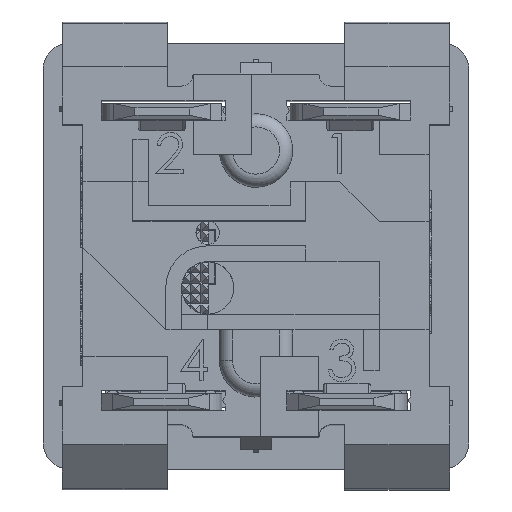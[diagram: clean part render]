
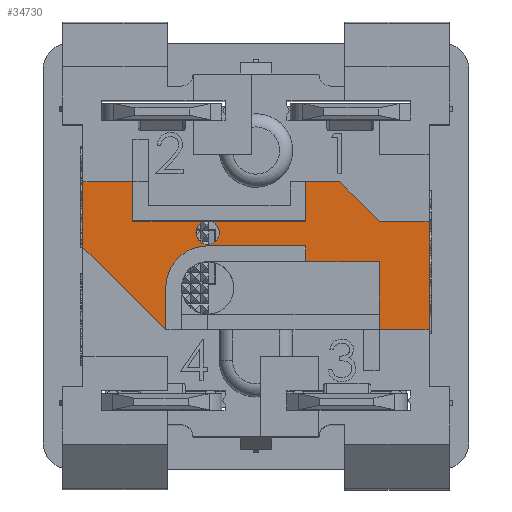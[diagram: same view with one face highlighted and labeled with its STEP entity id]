
A CAD part, top view. The second image highlights one B-rep face of the part: STEP entity #34730.
In plain terms, the highlighted planar face has unit normal (0, 0, 1).
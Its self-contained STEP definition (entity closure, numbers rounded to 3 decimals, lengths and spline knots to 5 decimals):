
#1376=CIRCLE('',#37039,0.0225);
#1378=CIRCLE('',#37041,0.0225);
#1392=CIRCLE('',#37085,0.08);
#2719=FACE_OUTER_BOUND('',#4700,.T.);
#4700=EDGE_LOOP('',(#27071,#27072,#27073,#27074,#27075,#27076,#27077,#27078,
#27079,#27080,#27081,#27082,#27083,#27084,#27085,#27086,#27087,#27088,#27089,
#27090,#27091));
#7011=LINE('',#49886,#10835);
#7254=LINE('',#52051,#11078);
#7458=LINE('',#53912,#11282);
#7465=LINE('',#53926,#11289);
#8196=LINE('',#55581,#12020);
#8197=LINE('',#55582,#12021);
#8198=LINE('',#55585,#12022);
#8202=LINE('',#55592,#12026);
#8206=LINE('',#55605,#12030);
#8209=LINE('',#55611,#12033);
#8212=LINE('',#55617,#12036);
#8215=LINE('',#55622,#12039);
#8224=LINE('',#55641,#12048);
#8225=LINE('',#55642,#12049);
#8226=LINE('',#55643,#12050);
#8227=LINE('',#55644,#12051);
#8228=LINE('',#55646,#12052);
#8229=LINE('',#55647,#12053);
#10835=VECTOR('',#41512,0.124);
#11078=VECTOR('',#41779,0.2075);
#11282=VECTOR('',#42045,0.0745);
#11289=VECTOR('',#42054,0.03);
#12020=VECTOR('',#43651,0.143);
#12021=VECTOR('',#43652,0.187);
#12022=VECTOR('',#43655,0.0745);
#12026=VECTOR('',#43661,0.065);
#12030=VECTOR('',#43675,0.08);
#12033=VECTOR('',#43680,0.14);
#12036=VECTOR('',#43685,0.03);
#12039=VECTOR('',#43690,0.187);
#12048=VECTOR('',#43717,0.095);
#12049=VECTOR('',#43718,0.22345);
#12050=VECTOR('',#43719,0.1);
#12051=VECTOR('',#43720,0.095);
#12052=VECTOR('',#43721,0.095);
#12053=VECTOR('',#43722,0.10571);
#14228=VERTEX_POINT('',#49883);
#14229=VERTEX_POINT('',#49885);
#14567=VERTEX_POINT('',#52048);
#14568=VERTEX_POINT('',#52050);
#14842=VERTEX_POINT('',#53875);
#14854=VERTEX_POINT('',#53909);
#14855=VERTEX_POINT('',#53911);
#14860=VERTEX_POINT('',#53923);
#14861=VERTEX_POINT('',#53925);
#15323=VERTEX_POINT('',#55482);
#15324=VERTEX_POINT('',#55483);
#15346=VERTEX_POINT('',#55578);
#15347=VERTEX_POINT('',#55584);
#15349=VERTEX_POINT('',#55591);
#15351=VERTEX_POINT('',#55597);
#15352=VERTEX_POINT('',#55599);
#15354=VERTEX_POINT('',#55608);
#15355=VERTEX_POINT('',#55610);
#15357=VERTEX_POINT('',#55616);
#15360=VERTEX_POINT('',#55645);
#17982=EDGE_CURVE('',#14229,#14228,#7011,.T.);
#18321=EDGE_CURVE('',#14568,#14567,#7254,.T.);
#18630=EDGE_CURVE('',#14855,#14854,#7458,.T.);
#18637=EDGE_CURVE('',#14860,#14861,#7465,.T.);
#19416=EDGE_CURVE('',#15323,#15324,#1376,.T.);
#19419=EDGE_CURVE('',#15324,#15323,#1378,.T.);
#19465=EDGE_CURVE('',#15323,#14855,#8196,.T.);
#19466=EDGE_CURVE('',#15346,#15323,#8197,.T.);
#19467=EDGE_CURVE('',#15347,#15346,#8198,.T.);
#19471=EDGE_CURVE('',#15349,#15347,#8202,.T.);
#19474=EDGE_CURVE('',#15352,#15351,#1392,.T.);
#19477=EDGE_CURVE('',#14842,#15352,#8206,.T.);
#19480=EDGE_CURVE('',#15355,#15354,#8209,.T.);
#19483=EDGE_CURVE('',#15357,#15355,#8212,.T.);
#19486=EDGE_CURVE('',#15351,#15357,#8215,.T.);
#19495=EDGE_CURVE('',#14854,#14229,#8224,.T.);
#19496=EDGE_CURVE('',#14228,#14842,#8225,.T.);
#19497=EDGE_CURVE('',#15354,#14861,#8226,.T.);
#19498=EDGE_CURVE('',#14860,#14568,#8227,.T.);
#19499=EDGE_CURVE('',#14567,#15360,#8228,.T.);
#19500=EDGE_CURVE('',#15360,#15349,#8229,.T.);
#27071=ORIENTED_EDGE('',*,*,#19466,.T.);
#27072=ORIENTED_EDGE('',*,*,#19419,.F.);
#27073=ORIENTED_EDGE('',*,*,#19416,.F.);
#27074=ORIENTED_EDGE('',*,*,#19465,.T.);
#27075=ORIENTED_EDGE('',*,*,#18630,.T.);
#27076=ORIENTED_EDGE('',*,*,#19495,.T.);
#27077=ORIENTED_EDGE('',*,*,#17982,.T.);
#27078=ORIENTED_EDGE('',*,*,#19496,.T.);
#27079=ORIENTED_EDGE('',*,*,#19477,.T.);
#27080=ORIENTED_EDGE('',*,*,#19474,.T.);
#27081=ORIENTED_EDGE('',*,*,#19486,.T.);
#27082=ORIENTED_EDGE('',*,*,#19483,.T.);
#27083=ORIENTED_EDGE('',*,*,#19480,.T.);
#27084=ORIENTED_EDGE('',*,*,#19497,.T.);
#27085=ORIENTED_EDGE('',*,*,#18637,.F.);
#27086=ORIENTED_EDGE('',*,*,#19498,.T.);
#27087=ORIENTED_EDGE('',*,*,#18321,.T.);
#27088=ORIENTED_EDGE('',*,*,#19499,.T.);
#27089=ORIENTED_EDGE('',*,*,#19500,.T.);
#27090=ORIENTED_EDGE('',*,*,#19471,.T.);
#27091=ORIENTED_EDGE('',*,*,#19467,.T.);
#31211=PLANE('',#37099);
#34730=ADVANCED_FACE('',(#2719),#31211,.T.);
#37039=AXIS2_PLACEMENT_3D('',#55484,#43534,#43535);
#37041=AXIS2_PLACEMENT_3D('',#55488,#43539,#43540);
#37085=AXIS2_PLACEMENT_3D('',#55600,#43668,#43669);
#37099=AXIS2_PLACEMENT_3D('',#55640,#43715,#43716);
#41512=DIRECTION('',(0.,-1.,0.));
#41779=DIRECTION('',(0.,1.,0.));
#42045=DIRECTION('',(0.,1.,0.));
#42054=DIRECTION('',(0.,1.,0.));
#43534=DIRECTION('center_axis',(0.,0.,1.));
#43535=DIRECTION('ref_axis',(1.,0.,0.));
#43539=DIRECTION('center_axis',(0.,0.,1.));
#43540=DIRECTION('ref_axis',(1.,0.,0.));
#43651=DIRECTION('',(-1.,0.,0.));
#43652=DIRECTION('',(-1.,0.,0.));
#43655=DIRECTION('',(0.,-1.,0.));
#43661=DIRECTION('',(-1.,0.,0.));
#43668=DIRECTION('center_axis',(0.,0.,-1.));
#43669=DIRECTION('ref_axis',(1.,0.,0.));
#43675=DIRECTION('',(0.,1.,0.));
#43680=DIRECTION('',(1.,0.,0.));
#43685=DIRECTION('',(0.,-1.,0.));
#43690=DIRECTION('',(1.,0.,0.));
#43715=DIRECTION('center_axis',(0.,0.,1.));
#43716=DIRECTION('ref_axis',(1.,0.,0.));
#43717=DIRECTION('',(-1.,0.,0.));
#43718=DIRECTION('',(0.707,-0.707,0.));
#43719=DIRECTION('',(0.,-1.,0.));
#43720=DIRECTION('',(1.,0.,0.));
#43721=DIRECTION('',(-1.,0.,0.));
#43722=DIRECTION('',(-0.709,0.705,0.));
#49883=CARTESIAN_POINT('',(-0.95441,-0.0246,0.32154));
#49885=CARTESIAN_POINT('',(-0.95441,0.0994,0.32154));
#49886=CARTESIAN_POINT('',(-0.95441,0.0994,0.32154));
#52048=CARTESIAN_POINT('',(-0.29441,0.0249,0.32154));
#52050=CARTESIAN_POINT('',(-0.29441,-0.1826,0.32154));
#52051=CARTESIAN_POINT('',(-0.29441,-0.1826,0.32154));
#53875=CARTESIAN_POINT('',(-0.79641,-0.1826,0.32154));
#53909=CARTESIAN_POINT('',(-0.85941,0.0994,0.32154));
#53911=CARTESIAN_POINT('',(-0.85941,0.0249,0.32154));
#53912=CARTESIAN_POINT('',(-0.85941,0.0249,0.32154));
#53923=CARTESIAN_POINT('',(-0.38941,-0.1826,0.32154));
#53925=CARTESIAN_POINT('',(-0.38941,-0.1526,0.32154));
#53926=CARTESIAN_POINT('',(-0.38941,-0.1826,0.32154));
#55482=CARTESIAN_POINT('',(-0.71641,0.0249,0.32154));
#55483=CARTESIAN_POINT('',(-0.69391,0.0024,0.32154));
#55484=CARTESIAN_POINT('Origin',(-0.71641,0.0024,
0.32154));
#55488=CARTESIAN_POINT('Origin',(-0.71641,0.0024,
0.32154));
#55578=CARTESIAN_POINT('',(-0.52941,0.0249,0.32154));
#55581=CARTESIAN_POINT('',(-0.71641,0.0249,0.32154));
#55582=CARTESIAN_POINT('',(-0.52941,0.0249,0.32154));
#55584=CARTESIAN_POINT('',(-0.52941,0.0994,0.32154));
#55585=CARTESIAN_POINT('',(-0.52941,0.0994,0.32154));
#55591=CARTESIAN_POINT('',(-0.46441,0.0994,0.32154));
#55592=CARTESIAN_POINT('',(-0.46441,0.0994,0.32154));
#55597=CARTESIAN_POINT('',(-0.71641,-0.0226,0.32154));
#55599=CARTESIAN_POINT('',(-0.79641,-0.1026,0.32154));
#55600=CARTESIAN_POINT('Origin',(-0.71641,-0.1026,
0.32154));
#55605=CARTESIAN_POINT('',(-0.79641,-0.1826,0.32154));
#55608=CARTESIAN_POINT('',(-0.38941,-0.0526,0.32154));
#55610=CARTESIAN_POINT('',(-0.52941,-0.0526,0.32154));
#55611=CARTESIAN_POINT('',(-0.52941,-0.0526,0.32154));
#55616=CARTESIAN_POINT('',(-0.52941,-0.0226,0.32154));
#55617=CARTESIAN_POINT('',(-0.52941,-0.0226,0.32154));
#55622=CARTESIAN_POINT('',(-0.71641,-0.0226,0.32154));
#55640=CARTESIAN_POINT('Origin',(-0.71641,-0.1026,
0.32154));
#55641=CARTESIAN_POINT('',(-0.85941,0.0994,0.32154));
#55642=CARTESIAN_POINT('',(-0.95441,-0.0246,0.32154));
#55643=CARTESIAN_POINT('',(-0.38941,-0.0526,0.32154));
#55644=CARTESIAN_POINT('',(-0.38941,-0.1826,0.32154));
#55645=CARTESIAN_POINT('',(-0.38941,0.0249,0.32154));
#55646=CARTESIAN_POINT('',(-0.29441,0.0249,0.32154));
#55647=CARTESIAN_POINT('',(-0.38941,0.0249,0.32154));
